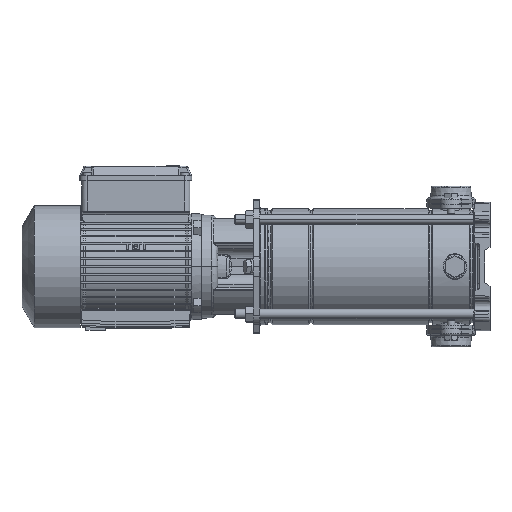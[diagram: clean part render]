
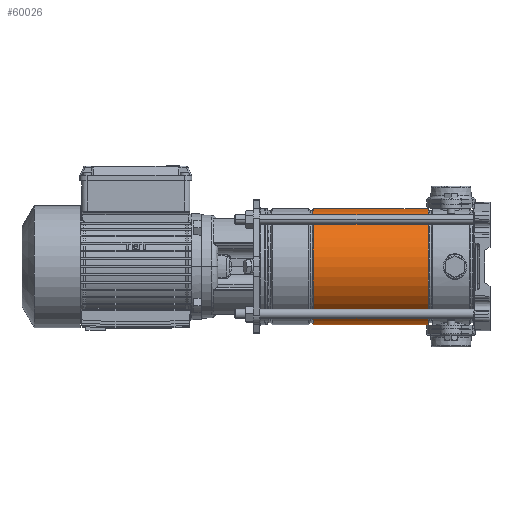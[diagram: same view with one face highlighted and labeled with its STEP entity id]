
A CAD part, left-side view. The second image highlights one B-rep face of the part: STEP entity #60026.
In plain terms, the highlighted cylindrical face has radius 74.4 mm (diameter 148.8 mm), a partial arc.
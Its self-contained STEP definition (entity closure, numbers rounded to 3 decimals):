
#2642 = EDGE_CURVE ( 'NONE', #40966, #20363, #34707, .T. ) ;
#7044 = CARTESIAN_POINT ( 'NONE',  ( -74.4, 0., 214.664 ) ) ;
#7442 = EDGE_CURVE ( 'NONE', #26367, #40966, #28975, .T. ) ;
#9036 = DIRECTION ( 'NONE',  ( 0., 0., -1. ) ) ;
#11662 = AXIS2_PLACEMENT_3D ( 'NONE', #31373, #54509, #17659 ) ;
#15250 = CARTESIAN_POINT ( 'NONE',  ( 74.4, 0., 0. ) ) ;
#16283 = ORIENTED_EDGE ( 'NONE', *, *, #54517, .F. ) ;
#16771 = DIRECTION ( 'NONE',  ( -1., 0., 0. ) ) ;
#17659 = DIRECTION ( 'NONE',  ( -1., 0., 0. ) ) ;
#20363 = VERTEX_POINT ( 'NONE', #39485 ) ;
#20859 = DIRECTION ( 'NONE',  ( 0., 0., -1. ) ) ;
#24750 = LINE ( 'NONE', #37016, #37546 ) ;
#26367 = VERTEX_POINT ( 'NONE', #7044 ) ;
#26819 = CARTESIAN_POINT ( 'NONE',  ( 0., 0., 214.664 ) ) ;
#28749 = ORIENTED_EDGE ( 'NONE', *, *, #7442, .T. ) ;
#28975 = CIRCLE ( 'NONE', #36737, 74.4 ) ;
#30611 = CARTESIAN_POINT ( 'NONE',  ( 0., 0., 0. ) ) ;
#31141 = CIRCLE ( 'NONE', #11662, 74.4 ) ;
#31373 = CARTESIAN_POINT ( 'NONE',  ( 0., 0., 67.336 ) ) ;
#33813 = DIRECTION ( 'NONE',  ( 0., 0., -1. ) ) ;
#34707 = LINE ( 'NONE', #15250, #34748 ) ;
#34748 = VECTOR ( 'NONE', #33813, 1000. ) ;
#34846 = VERTEX_POINT ( 'NONE', #46167 ) ;
#36737 = AXIS2_PLACEMENT_3D ( 'NONE', #26819, #49641, #16771 ) ;
#37016 = CARTESIAN_POINT ( 'NONE',  ( -74.4, 0., 0. ) ) ;
#37546 = VECTOR ( 'NONE', #9036, 1000. ) ;
#39485 = CARTESIAN_POINT ( 'NONE',  ( 74.4, 0., 67.336 ) ) ;
#40966 = VERTEX_POINT ( 'NONE', #45144 ) ;
#44199 = AXIS2_PLACEMENT_3D ( 'NONE', #30611, #20859, #48873 ) ;
#44889 = EDGE_CURVE ( 'NONE', #26367, #34846, #24750, .T. ) ;
#45144 = CARTESIAN_POINT ( 'NONE',  ( 74.4, 0., 214.664 ) ) ;
#46167 = CARTESIAN_POINT ( 'NONE',  ( -74.4, 0., 67.336 ) ) ;
#48873 = DIRECTION ( 'NONE',  ( -1., 0., 0. ) ) ;
#49641 = DIRECTION ( 'NONE',  ( 0., 0., -1. ) ) ;
#51079 = ORIENTED_EDGE ( 'NONE', *, *, #44889, .F. ) ;
#53157 = CYLINDRICAL_SURFACE ( 'NONE', #44199, 74.4 ) ;
#54509 = DIRECTION ( 'NONE',  ( 0., 0., -1. ) ) ;
#54517 = EDGE_CURVE ( 'NONE', #34846, #20363, #31141, .T. ) ;
#56976 = EDGE_LOOP ( 'NONE', ( #28749, #59032, #16283, #51079 ) ) ;
#57135 = FACE_OUTER_BOUND ( 'NONE', #56976, .T. ) ;
#59032 = ORIENTED_EDGE ( 'NONE', *, *, #2642, .T. ) ;
#60026 = ADVANCED_FACE ( 'NONE', ( #57135 ), #53157, .T. ) ;
